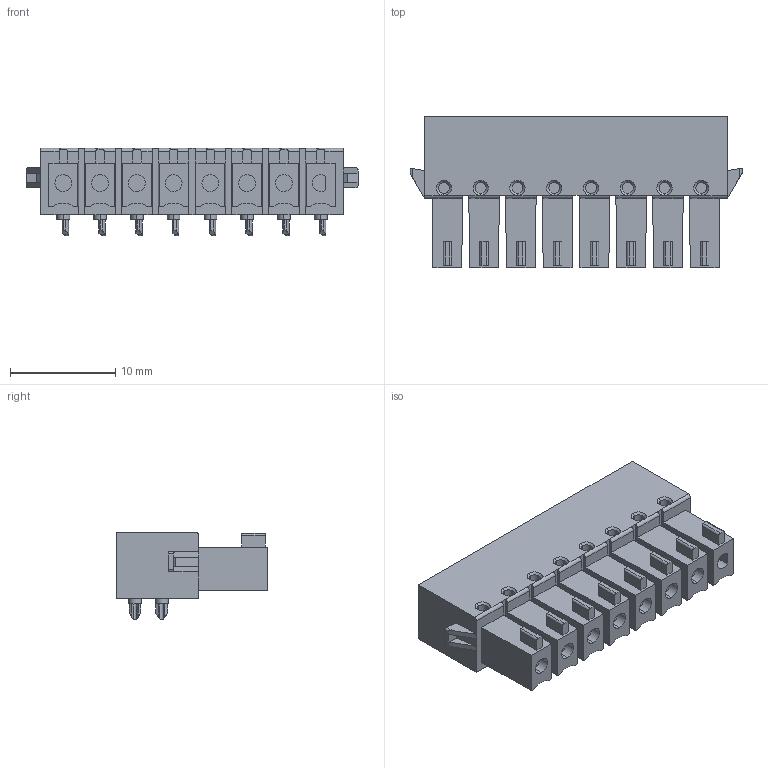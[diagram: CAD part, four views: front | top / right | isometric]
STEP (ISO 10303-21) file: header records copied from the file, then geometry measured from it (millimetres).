
FILE_DESCRIPTION(('FreeCAD Model'),'2;1');
FILE_NAME( 'imc_1_5_8_g_3_5_rn_p20_thr_cp.step', '2020-07-29T11:53:51',('kicad StepUp'),('ksu MCAD'), 'Open CASCADE STEP processor 7.3','FreeCAD','Unknown');
FILE_SCHEMA(('AUTOMOTIVE_DESIGN { 1 0 10303 214 1 1 1 1 }'));
Length unit declared in the file: millimetre
Products named in the file (1): imc_1_5_8_g_3_5_rn_p20_thr_cp
Bounding box: 31.6 x 14.45 x 8.29 mm (x, y, z)
Volume: 2018.4 mm3; surface area: 1932.7 mm2
Topology: 1 solids, 1 shells, 494 faces, 1316 edges, 876 vertices
Faces by surface type: plane 312, cylinder 166, cone 16
Entity records: 21085 total; most frequent: CARTESIAN_POINT 4991, DIRECTION 2636, ORIENTED_EDGE 2632, EDGE_CURVE 1316, LINE 890, VECTOR 890, VERTEX_POINT 876, AXIS2_PLACEMENT_3D 873
